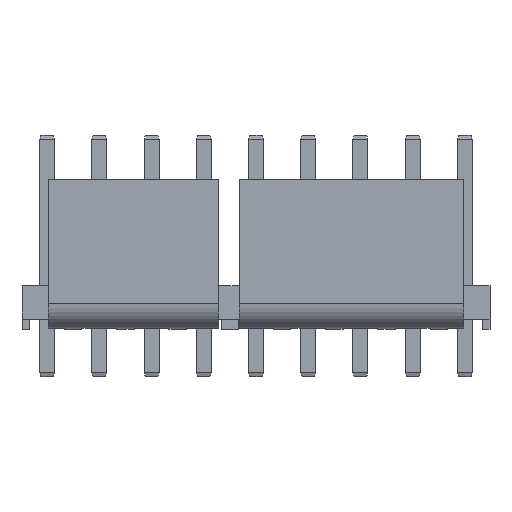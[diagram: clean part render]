
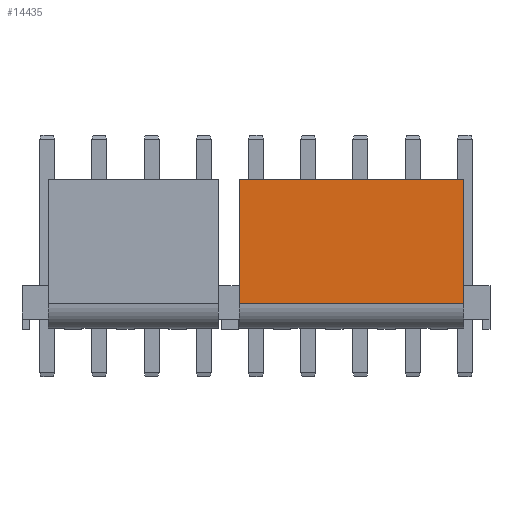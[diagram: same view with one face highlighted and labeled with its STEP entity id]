
A CAD part, front view. The second image highlights one B-rep face of the part: STEP entity #14435.
In plain terms, the highlighted planar face has unit normal (0, -1, 0).
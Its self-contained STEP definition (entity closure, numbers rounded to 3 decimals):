
#2381 = PLANE('',#2382);
#2382 = AXIS2_PLACEMENT_3D('',#2383,#2384,#2385);
#2383 = CARTESIAN_POINT('',(31.605,-4.9,13.935));
#2384 = DIRECTION('',(-1.,0.,0.));
#2385 = DIRECTION('',(-0.,0.,-1.));
#2883 = PLANE('',#2884);
#2884 = AXIS2_PLACEMENT_3D('',#2885,#2886,#2887);
#2885 = CARTESIAN_POINT('',(14.577,-4.9,-0.695));
#2886 = DIRECTION('',(1.,0.,0.));
#2887 = DIRECTION('',(0.,0.,1.));
#8260 = EDGE_CURVE('',#8261,#8263,#8265,.T.);
#8261 = VERTEX_POINT('',#8262);
#8262 = CARTESIAN_POINT('',(14.577,-4.9,1.91));
#8263 = VERTEX_POINT('',#8264);
#8264 = CARTESIAN_POINT('',(14.577,-4.9,11.33));
#8265 = SURFACE_CURVE('',#8266,(#8270,#8277),.PCURVE_S1.);
#8266 = LINE('',#8267,#8268);
#8267 = CARTESIAN_POINT('',(14.577,-4.9,-0.695));
#8268 = VECTOR('',#8269,1.);
#8269 = DIRECTION('',(0.,0.,1.));
#8270 = PCURVE('',#2883,#8271);
#8271 = DEFINITIONAL_REPRESENTATION('',(#8272),#8276);
#8272 = LINE('',#8273,#8274);
#8273 = CARTESIAN_POINT('',(0.,0.));
#8274 = VECTOR('',#8275,1.);
#8275 = DIRECTION('',(1.,0.));
#8276 = ( GEOMETRIC_REPRESENTATION_CONTEXT(2)
PARAMETRIC_REPRESENTATION_CONTEXT() REPRESENTATION_CONTEXT('2D SPACE',''
) );
#8277 = PCURVE('',#8278,#8283);
#8278 = PLANE('',#8279);
#8279 = AXIS2_PLACEMENT_3D('',#8280,#8281,#8282);
#8280 = CARTESIAN_POINT('',(33.585,-4.9,11.33));
#8281 = DIRECTION('',(0.,-1.,0.));
#8282 = DIRECTION('',(-0.,0.,-1.));
#8283 = DEFINITIONAL_REPRESENTATION('',(#8284),#8288);
#8284 = LINE('',#8285,#8286);
#8285 = CARTESIAN_POINT('',(12.025,-19.008));
#8286 = VECTOR('',#8287,1.);
#8287 = DIRECTION('',(-1.,0.));
#8288 = ( GEOMETRIC_REPRESENTATION_CONTEXT(2)
PARAMETRIC_REPRESENTATION_CONTEXT() REPRESENTATION_CONTEXT('2D SPACE',''
) );
#8307 = CYLINDRICAL_SURFACE('',#8308,1.948);
#8308 = AXIS2_PLACEMENT_3D('',#8309,#8310,#8311);
#8309 = CARTESIAN_POINT('',(33.585,-2.953,1.947));
#8310 = DIRECTION('',(1.,0.,0.));
#8311 = DIRECTION('',(0.,-1.,
-0.019));
#8539 = PLANE('',#8540);
#8540 = AXIS2_PLACEMENT_3D('',#8541,#8542,#8543);
#8541 = CARTESIAN_POINT('',(33.585,-4.13,11.33));
#8542 = DIRECTION('',(0.,0.,1.));
#8543 = DIRECTION('',(0.,-1.,0.));
#9343 = EDGE_CURVE('',#9344,#9346,#9348,.T.);
#9344 = VERTEX_POINT('',#9345);
#9345 = CARTESIAN_POINT('',(31.605,-4.9,11.33));
#9346 = VERTEX_POINT('',#9347);
#9347 = CARTESIAN_POINT('',(31.605,-4.9,1.91));
#9348 = SURFACE_CURVE('',#9349,(#9353,#9360),.PCURVE_S1.);
#9349 = LINE('',#9350,#9351);
#9350 = CARTESIAN_POINT('',(31.605,-4.9,13.935));
#9351 = VECTOR('',#9352,1.);
#9352 = DIRECTION('',(0.,-0.,-1.));
#9353 = PCURVE('',#2381,#9354);
#9354 = DEFINITIONAL_REPRESENTATION('',(#9355),#9359);
#9355 = LINE('',#9356,#9357);
#9356 = CARTESIAN_POINT('',(0.,0.));
#9357 = VECTOR('',#9358,1.);
#9358 = DIRECTION('',(1.,0.));
#9359 = ( GEOMETRIC_REPRESENTATION_CONTEXT(2)
PARAMETRIC_REPRESENTATION_CONTEXT() REPRESENTATION_CONTEXT('2D SPACE',''
) );
#9360 = PCURVE('',#8278,#9361);
#9361 = DEFINITIONAL_REPRESENTATION('',(#9362),#9366);
#9362 = LINE('',#9363,#9364);
#9363 = CARTESIAN_POINT('',(-2.605,-1.98));
#9364 = VECTOR('',#9365,1.);
#9365 = DIRECTION('',(1.,0.));
#9366 = ( GEOMETRIC_REPRESENTATION_CONTEXT(2)
PARAMETRIC_REPRESENTATION_CONTEXT() REPRESENTATION_CONTEXT('2D SPACE',''
) );
#14435 = ADVANCED_FACE('',(#14436),#8278,.T.);
#14436 = FACE_BOUND('',#14437,.T.);
#14437 = EDGE_LOOP('',(#14438,#14439,#14460,#14461));
#14438 = ORIENTED_EDGE('',*,*,#9343,.F.);
#14439 = ORIENTED_EDGE('',*,*,#14440,.T.);
#14440 = EDGE_CURVE('',#9344,#8263,#14441,.T.);
#14441 = SURFACE_CURVE('',#14442,(#14446,#14453),.PCURVE_S1.);
#14442 = LINE('',#14443,#14444);
#14443 = CARTESIAN_POINT('',(33.585,-4.9,11.33));
#14444 = VECTOR('',#14445,1.);
#14445 = DIRECTION('',(-1.,0.,0.));
#14446 = PCURVE('',#8278,#14447);
#14447 = DEFINITIONAL_REPRESENTATION('',(#14448),#14452);
#14448 = LINE('',#14449,#14450);
#14449 = CARTESIAN_POINT('',(0.,0.));
#14450 = VECTOR('',#14451,1.);
#14451 = DIRECTION('',(0.,-1.));
#14452 = ( GEOMETRIC_REPRESENTATION_CONTEXT(2)
PARAMETRIC_REPRESENTATION_CONTEXT() REPRESENTATION_CONTEXT('2D SPACE',''
) );
#14453 = PCURVE('',#8539,#14454);
#14454 = DEFINITIONAL_REPRESENTATION('',(#14455),#14459);
#14455 = LINE('',#14456,#14457);
#14456 = CARTESIAN_POINT('',(0.77,0.));
#14457 = VECTOR('',#14458,1.);
#14458 = DIRECTION('',(0.,-1.));
#14459 = ( GEOMETRIC_REPRESENTATION_CONTEXT(2)
PARAMETRIC_REPRESENTATION_CONTEXT() REPRESENTATION_CONTEXT('2D SPACE',''
) );
#14460 = ORIENTED_EDGE('',*,*,#8260,.F.);
#14461 = ORIENTED_EDGE('',*,*,#14462,.F.);
#14462 = EDGE_CURVE('',#9346,#8261,#14463,.T.);
#14463 = SURFACE_CURVE('',#14464,(#14468,#14475),.PCURVE_S1.);
#14464 = LINE('',#14465,#14466);
#14465 = CARTESIAN_POINT('',(33.585,-4.9,1.91));
#14466 = VECTOR('',#14467,1.);
#14467 = DIRECTION('',(-1.,0.,0.));
#14468 = PCURVE('',#8278,#14469);
#14469 = DEFINITIONAL_REPRESENTATION('',(#14470),#14474);
#14470 = LINE('',#14471,#14472);
#14471 = CARTESIAN_POINT('',(9.42,0.));
#14472 = VECTOR('',#14473,1.);
#14473 = DIRECTION('',(0.,-1.));
#14474 = ( GEOMETRIC_REPRESENTATION_CONTEXT(2)
PARAMETRIC_REPRESENTATION_CONTEXT() REPRESENTATION_CONTEXT('2D SPACE',''
) );
#14475 = PCURVE('',#8307,#14476);
#14476 = DEFINITIONAL_REPRESENTATION('',(#14477),#14481);
#14477 = LINE('',#14478,#14479);
#14478 = CARTESIAN_POINT('',(0.,0.));
#14479 = VECTOR('',#14480,1.);
#14480 = DIRECTION('',(0.,-1.));
#14481 = ( GEOMETRIC_REPRESENTATION_CONTEXT(2)
PARAMETRIC_REPRESENTATION_CONTEXT() REPRESENTATION_CONTEXT('2D SPACE',''
) );
